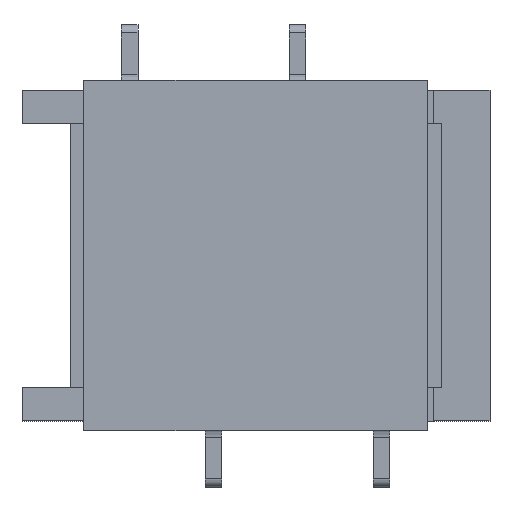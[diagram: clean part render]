
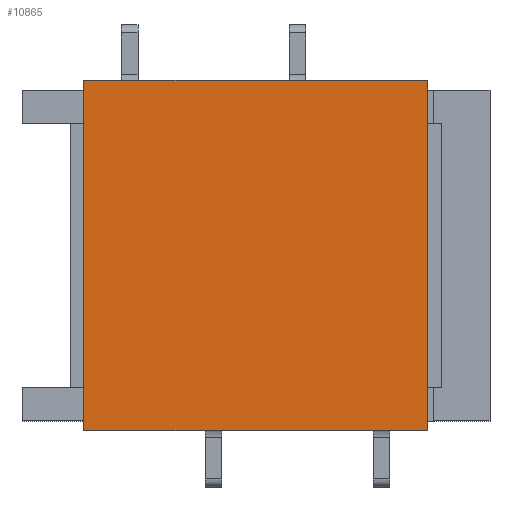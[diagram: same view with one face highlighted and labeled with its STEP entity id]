
A CAD part, top view. The second image highlights one B-rep face of the part: STEP entity #10865.
In plain terms, the highlighted planar face has unit normal (0, 0, 1).
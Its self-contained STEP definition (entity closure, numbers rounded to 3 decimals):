
#1638=ORIENTED_EDGE('',*,*,#3414,.T.);
#1639=ORIENTED_EDGE('',*,*,#3447,.T.);
#1640=ORIENTED_EDGE('',*,*,#3426,.F.);
#1641=ORIENTED_EDGE('',*,*,#3446,.F.);
#3414=EDGE_CURVE('',#4382,#4381,#5345,.T.);
#3426=EDGE_CURVE('',#4390,#4391,#5357,.T.);
#3446=EDGE_CURVE('',#4382,#4390,#5377,.T.);
#3447=EDGE_CURVE('',#4381,#4391,#5378,.T.);
#4381=VERTEX_POINT('',#15269);
#4382=VERTEX_POINT('',#15271);
#4390=VERTEX_POINT('',#15291);
#4391=VERTEX_POINT('',#15293);
#5345=LINE('',#15270,#6381);
#5357=LINE('',#15292,#6393);
#5377=LINE('',#15328,#6413);
#5378=LINE('',#15330,#6414);
#6381=VECTOR('',#12829,1000.);
#6393=VECTOR('',#12843,1000.);
#6413=VECTOR('',#12883,1000.);
#6414=VECTOR('',#12886,1000.);
#6937=EDGE_LOOP('',(#1638,#1639,#1640,#1641));
#7354=FACE_BOUND('',#6937,.T.);
#7751=PLANE('',#11305);
#10865=ADVANCED_FACE('',(#7354),#7751,.T.);
#11305=AXIS2_PLACEMENT_3D('',#15331,#12887,#12888);
#12829=DIRECTION('',(0.,1.,0.));
#12843=DIRECTION('',(0.,1.,0.));
#12883=DIRECTION('',(-1.,0.,0.));
#12886=DIRECTION('',(-1.,0.,0.));
#12887=DIRECTION('',(0.,0.,1.));
#12888=DIRECTION('',(0.,-1.,0.));
#15269=CARTESIAN_POINT('',(2.6,2.65,3.2));
#15270=CARTESIAN_POINT('',(2.6,-2.65,3.2));
#15271=CARTESIAN_POINT('',(2.6,-2.65,3.2));
#15291=CARTESIAN_POINT('',(-2.6,-2.65,3.2));
#15292=CARTESIAN_POINT('',(-2.6,-2.65,3.2));
#15293=CARTESIAN_POINT('',(-2.6,2.65,3.2));
#15328=CARTESIAN_POINT('',(2.6,-2.65,3.2));
#15330=CARTESIAN_POINT('',(2.6,2.65,3.2));
#15331=CARTESIAN_POINT('',(2.6,-2.65,3.2));
